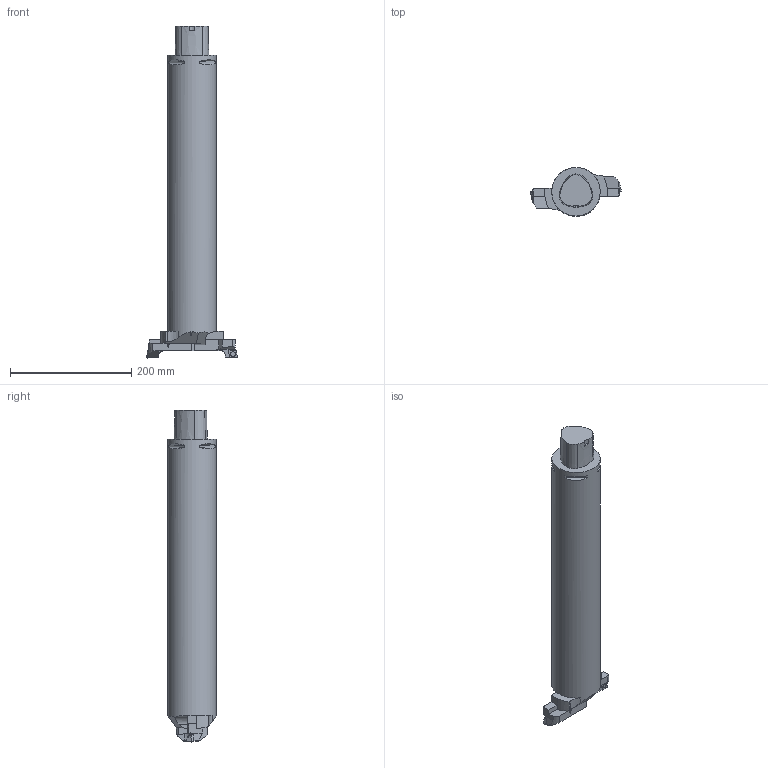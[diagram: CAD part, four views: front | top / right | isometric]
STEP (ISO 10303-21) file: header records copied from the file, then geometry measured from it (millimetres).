
FILE_DESCRIPTION(/* description */ (''),/* implementation_level */ '2;1');
FILE_NAME(/* name */ '1566892091819.stp',/* time_stamp */ '2019-08-27T09:48:18+02:00',/* author */ (''),/* organization */ ('SMS'),/* preprocessor_version */ 'ST-DEVELOPER v16.7',/* originating_system */ 'SIEMENS PLM Software NX 12.0',/* authorisation */ '');
FILE_SCHEMA (('AUTOMOTIVE_DESIGN { 1 0 10303 214 3 1 1 1 }'));
Length unit declared in the file: millimetre
Products named in the file (10): ASSEMBLY_CONSTRUCTION; 201028185mod000_00; IsoTurningInsert; 201028055mod000_00; 201110142mod000_00; 201028235mod000_01; 201028091mod000_01; 201110170mod000_01
Assembly tree (10 placements, depth 3):
  201110170mod000_01
    201028091mod000_01
      201028055mod000_00
      IsoTurningInsert
      ASSEMBLY_CONSTRUCTION
    201028235mod000_01
      201028185mod000_00
      IsoTurningInsert
      ASSEMBLY_CONSTRUCTION
    201110142mod000_00
    ASSEMBLY_CONSTRUCTION
Bounding box: 149.96 x 80 x 548 mm (x, y, z)
Volume: 2544793.1 mm3; surface area: 158800.8 mm2
Topology: 5 solids, 5 shells, 207 faces, 534 edges, 372 vertices
Faces by surface type: plane 142, cylinder 22, cone 19, extrusion 16, torus 8
Full cylindrical faces by diameter (mm): 5.5 x4, 80 x1
Entity records: 6781 total; most frequent: CARTESIAN_POINT 1815, ORIENTED_EDGE 954, DIRECTION 917, EDGE_CURVE 477, VERTEX_POINT 322, VECTOR 307, AXIS2_PLACEMENT_3D 305, LINE 291
